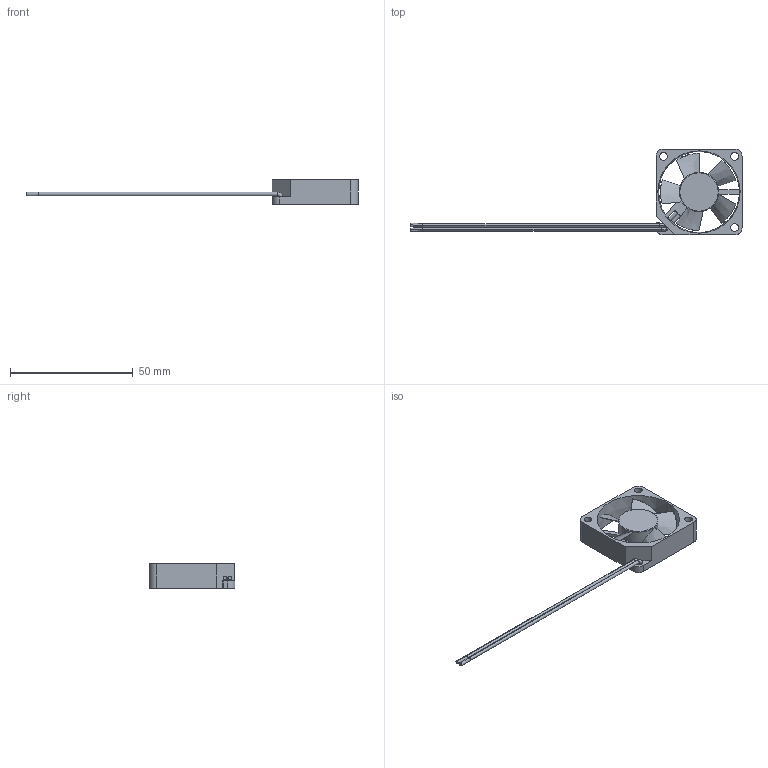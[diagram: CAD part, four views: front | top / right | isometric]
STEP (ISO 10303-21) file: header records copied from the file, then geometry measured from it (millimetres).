
FILE_DESCRIPTION (( 'STEP AP214' ), '1' );
FILE_NAME ('2133-C.STEP', '2015-11-04T14:17:50', ( '' ), ( '' ), 'SwSTEP 2.0', 'SolidWorks 2015', '' );
FILE_SCHEMA (( 'AUTOMOTIVE_DESIGN' ));
Length unit declared in the file: millimetre
Products named in the file (1): 2133-C
Bounding box: 135.2 x 35 x 10 mm (x, y, z)
Volume: 4905.9 mm3; surface area: 6461.7 mm2
Topology: 4 solids, 4 shells, 98 faces, 264 edges, 171 vertices
Faces by surface type: cylinder 35, plane 32, bspline 19, torus 10, cone 2
Entity records: 3997 total; most frequent: CARTESIAN_POINT 1475, ORIENTED_EDGE 528, DIRECTION 500, EDGE_CURVE 264, AXIS2_PLACEMENT_3D 188, VERTEX_POINT 171, LINE 124, VECTOR 124
